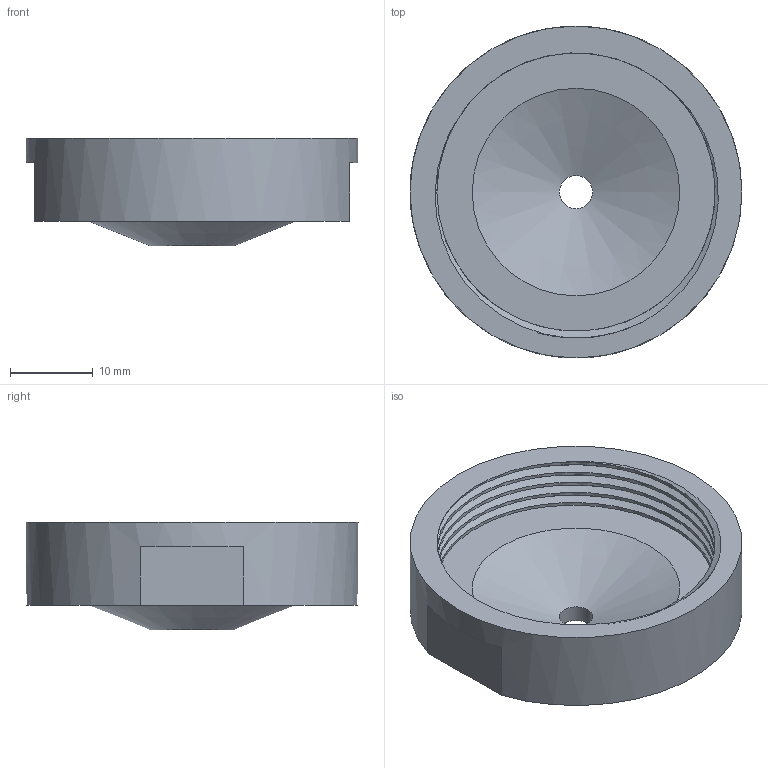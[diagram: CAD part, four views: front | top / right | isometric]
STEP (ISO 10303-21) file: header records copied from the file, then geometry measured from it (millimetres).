
FILE_DESCRIPTION(/* description */ (''),/* implementation_level */ '2;1');
FILE_NAME(/* name */ 'buse d''injection.step',/* time_stamp */ '2023-04-12T16:45:48+02:00',/* author */ (''),/* organization */ (''),/* preprocessor_version */ 'ST-DEVELOPER v19.2',/* originating_system */ 'Autodesk Translation Framework v11.17.0.187',/* authorisation */ '');
FILE_SCHEMA (('AUTOMOTIVE_DESIGN { 1 0 10303 214 3 1 1 }'));
Length unit declared in the file: millimetre
Products named in the file (1): buse d'injection
Bounding box: 40 x 40 x 13 mm (x, y, z)
Volume: 6122.4 mm3; surface area: 5041.8 mm2
Topology: 1 solids, 1 shells, 25 faces, 62 edges, 41 vertices
Faces by surface type: cylinder 13, plane 8, bspline 2, cone 2
Full cylindrical faces by diameter (mm): 4 x1, 33.526 x3, 35.208 x4, 40 x1
Entity records: 2278 total; most frequent: CARTESIAN_POINT 1685, ORIENTED_EDGE 124, DIRECTION 99, EDGE_CURVE 62, VERTEX_POINT 41, AXIS2_PLACEMENT_3D 39, EDGE_LOOP 29, B_SPLINE_CURVE_WITH_KNOTS 26
